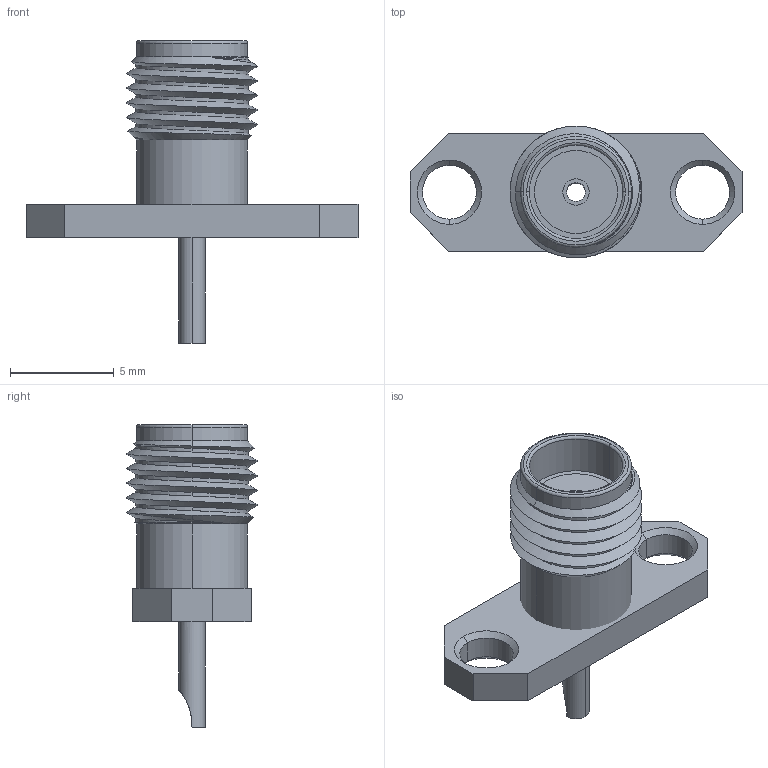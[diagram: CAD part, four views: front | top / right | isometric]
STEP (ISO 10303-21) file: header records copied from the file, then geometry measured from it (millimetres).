
FILE_DESCRIPTION (( 'STEP AP214' ), '1' );
FILE_NAME ('32K701-200E3.STEP', '2019-04-14T07:44:57', ( '' ), ( '' ), 'SwSTEP 2.0', 'SolidWorks 2018', '' );
FILE_SCHEMA (( 'AUTOMOTIVE_DESIGN' ));
Length unit declared in the file: millimetre
Products named in the file (1): 32K701-200E3
Bounding box: 16 x 6.35 x 14.6 mm (x, y, z)
Volume: 289.6 mm3; surface area: 563.6 mm2
Topology: 2 solids, 2 shells, 93 faces, 219 edges, 134 vertices
Faces by surface type: cylinder 53, plane 18, cone 14, torus 4, bspline 4
Entity records: 3616 total; most frequent: CARTESIAN_POINT 1525, ORIENTED_EDGE 438, DIRECTION 391, EDGE_CURVE 219, AXIS2_PLACEMENT_3D 149, VERTEX_POINT 134, EDGE_LOOP 105, ADVANCED_FACE 93
